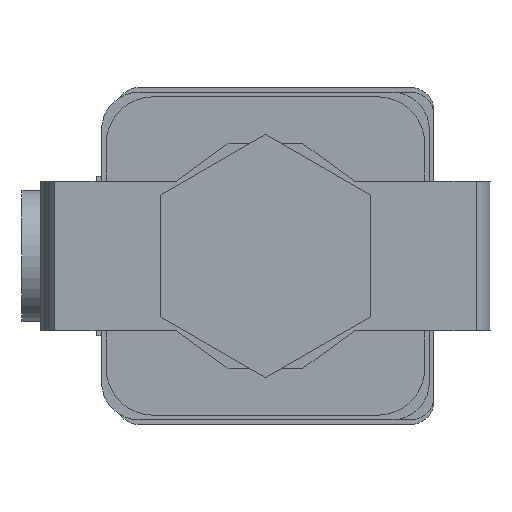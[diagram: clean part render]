
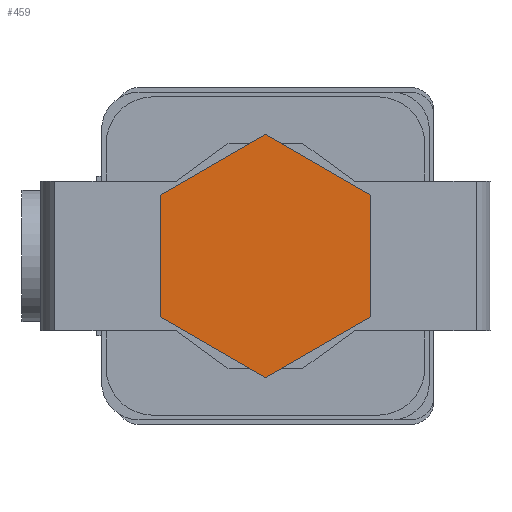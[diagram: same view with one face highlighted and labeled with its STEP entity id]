
A CAD part, front view. The second image highlights one B-rep face of the part: STEP entity #459.
In plain terms, the highlighted planar face has unit normal (0, -1, 0).
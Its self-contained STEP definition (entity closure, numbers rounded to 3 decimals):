
#98 = CARTESIAN_POINT ( 'NONE',  ( -24.517, -148., 13. ) ) ;
#190 = DIRECTION ( 'NONE',  ( 0., 0., 1. ) ) ;
#260 = ORIENTED_EDGE ( 'NONE', *, *, #2765, .T. ) ;
#282 = LINE ( 'NONE', #1845, #2649 ) ;
#459 = ADVANCED_FACE ( 'NONE', ( #3581 ), #3602, .F. ) ;
#549 = EDGE_CURVE ( 'NONE', #3941, #581, #2803, .T. ) ;
#581 = VERTEX_POINT ( 'NONE', #1510 ) ;
#645 = CARTESIAN_POINT ( 'NONE',  ( -2., -148., -26. ) ) ;
#672 = VERTEX_POINT ( 'NONE', #2839 ) ;
#703 = CARTESIAN_POINT ( 'NONE',  ( 20.517, -148., 13. ) ) ;
#844 = DIRECTION ( 'NONE',  ( 0., 1., 0. ) ) ;
#852 = AXIS2_PLACEMENT_3D ( 'NONE', #2944, #844, #190 ) ;
#898 = CARTESIAN_POINT ( 'NONE',  ( -2., -148., 26. ) ) ;
#984 = VECTOR ( 'NONE', #1010, 1000. ) ;
#1010 = DIRECTION ( 'NONE',  ( 0., 0., -1. ) ) ;
#1257 = ORIENTED_EDGE ( 'NONE', *, *, #2726, .T. ) ;
#1510 = CARTESIAN_POINT ( 'NONE',  ( 20.517, -148., -13. ) ) ;
#1577 = LINE ( 'NONE', #898, #2325 ) ;
#1608 = LINE ( 'NONE', #98, #984 ) ;
#1679 = VECTOR ( 'NONE', #3977, 1000. ) ;
#1716 = CARTESIAN_POINT ( 'NONE',  ( -2., -148., 26. ) ) ;
#1740 = CARTESIAN_POINT ( 'NONE',  ( -24.517, -148., -13. ) ) ;
#1812 = EDGE_CURVE ( 'NONE', #581, #2109, #282, .T. ) ;
#1815 = DIRECTION ( 'NONE',  ( -0.866, 0., -0.5 ) ) ;
#1845 = CARTESIAN_POINT ( 'NONE',  ( 20.517, -148., 13. ) ) ;
#1997 = ORIENTED_EDGE ( 'NONE', *, *, #1812, .T. ) ;
#2109 = VERTEX_POINT ( 'NONE', #703 ) ;
#2325 = VECTOR ( 'NONE', #1815, 1000. ) ;
#2404 = LINE ( 'NONE', #645, #1679 ) ;
#2443 = CARTESIAN_POINT ( 'NONE',  ( -2., -148., -26. ) ) ;
#2506 = VERTEX_POINT ( 'NONE', #3409 ) ;
#2609 = EDGE_LOOP ( 'NONE', ( #3349, #3895, #260, #2927, #1997, #1257 ) ) ;
#2649 = VECTOR ( 'NONE', #3075, 1000. ) ;
#2726 = EDGE_CURVE ( 'NONE', #2109, #672, #3917, .T. ) ;
#2765 = EDGE_CURVE ( 'NONE', #3127, #3941, #2404, .T. ) ;
#2803 = LINE ( 'NONE', #2443, #3213 ) ;
#2816 = EDGE_CURVE ( 'NONE', #672, #2506, #1577, .T. ) ;
#2839 = CARTESIAN_POINT ( 'NONE',  ( -2., -148., 26. ) ) ;
#2927 = ORIENTED_EDGE ( 'NONE', *, *, #549, .T. ) ;
#2944 = CARTESIAN_POINT ( 'NONE',  ( -47.033, -148., 0. ) ) ;
#3075 = DIRECTION ( 'NONE',  ( 0., 0., 1. ) ) ;
#3127 = VERTEX_POINT ( 'NONE', #1740 ) ;
#3213 = VECTOR ( 'NONE', #3967, 1000. ) ;
#3349 = ORIENTED_EDGE ( 'NONE', *, *, #2816, .T. ) ;
#3385 = EDGE_CURVE ( 'NONE', #2506, #3127, #1608, .T. ) ;
#3409 = CARTESIAN_POINT ( 'NONE',  ( -24.517, -148., 13. ) ) ;
#3581 = FACE_OUTER_BOUND ( 'NONE', #2609, .T. ) ;
#3602 = PLANE ( 'NONE',  #852 ) ;
#3868 = DIRECTION ( 'NONE',  ( -0.866, 0., 0.5 ) ) ;
#3873 = VECTOR ( 'NONE', #3868, 1000. ) ;
#3895 = ORIENTED_EDGE ( 'NONE', *, *, #3385, .T. ) ;
#3917 = LINE ( 'NONE', #1716, #3873 ) ;
#3941 = VERTEX_POINT ( 'NONE', #3991 ) ;
#3967 = DIRECTION ( 'NONE',  ( 0.866, 0., 0.5 ) ) ;
#3977 = DIRECTION ( 'NONE',  ( 0.866, 0., -0.5 ) ) ;
#3991 = CARTESIAN_POINT ( 'NONE',  ( -2., -148., -26. ) ) ;
